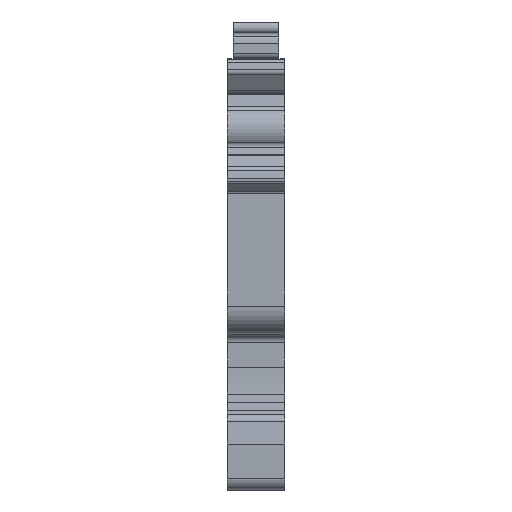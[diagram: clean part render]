
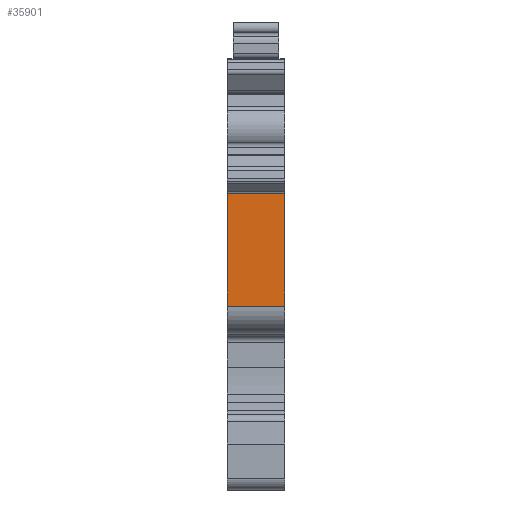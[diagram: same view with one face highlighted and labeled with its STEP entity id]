
A CAD part, left-side view. The second image highlights one B-rep face of the part: STEP entity #35901.
In plain terms, the highlighted planar face has unit normal (-1, 0, 0).
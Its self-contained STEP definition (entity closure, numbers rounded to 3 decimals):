
#140 = VECTOR ( 'NONE', #24166, 1000. ) ;
#3264 = EDGE_CURVE ( 'NONE', #17630, #5087, #21847, .T. ) ;
#3505 = CARTESIAN_POINT ( 'NONE',  ( -40.75, 0., 18.488 ) ) ;
#4049 = ORIENTED_EDGE ( 'NONE', *, *, #3264, .T. ) ;
#4155 = CARTESIAN_POINT ( 'NONE',  ( -40.75, 0., 8.734 ) ) ;
#5087 = VERTEX_POINT ( 'NONE', #3505 ) ;
#6850 = ORIENTED_EDGE ( 'NONE', *, *, #30596, .F. ) ;
#7533 = VECTOR ( 'NONE', #26191, 1000. ) ;
#7846 = CARTESIAN_POINT ( 'NONE',  ( -40.75, 5., 18.488 ) ) ;
#10410 = DIRECTION ( 'NONE',  ( 0., 0., 1. ) ) ;
#10602 = PLANE ( 'NONE',  #31478 ) ;
#10794 = DIRECTION ( 'NONE',  ( 1., 0., 0. ) ) ;
#11719 = LINE ( 'NONE', #35279, #7533 ) ;
#13365 = VECTOR ( 'NONE', #31978, 1000. ) ;
#14315 = LINE ( 'NONE', #29140, #13365 ) ;
#14599 = EDGE_CURVE ( 'NONE', #25974, #17630, #14315, .T. ) ;
#14645 = CARTESIAN_POINT ( 'NONE',  ( -40.75, 0., 8.734 ) ) ;
#17630 = VERTEX_POINT ( 'NONE', #14645 ) ;
#20755 = CARTESIAN_POINT ( 'NONE',  ( -40.75, 5., 18.488 ) ) ;
#21153 = VERTEX_POINT ( 'NONE', #7846 ) ;
#21662 = EDGE_LOOP ( 'NONE', ( #4049, #28524, #6850, #25614 ) ) ;
#21847 = LINE ( 'NONE', #4155, #34029 ) ;
#22421 = FACE_OUTER_BOUND ( 'NONE', #21662, .T. ) ;
#24166 = DIRECTION ( 'NONE',  ( 0., -1., 0. ) ) ;
#24401 = CARTESIAN_POINT ( 'NONE',  ( -40.75, 5., 8.734 ) ) ;
#25263 = CARTESIAN_POINT ( 'NONE',  ( -40.75, 5., 8.734 ) ) ;
#25614 = ORIENTED_EDGE ( 'NONE', *, *, #14599, .T. ) ;
#25974 = VERTEX_POINT ( 'NONE', #24401 ) ;
#26191 = DIRECTION ( 'NONE',  ( 0., 0., 1. ) ) ;
#28524 = ORIENTED_EDGE ( 'NONE', *, *, #28992, .F. ) ;
#28992 = EDGE_CURVE ( 'NONE', #21153, #5087, #29301, .T. ) ;
#29140 = CARTESIAN_POINT ( 'NONE',  ( -40.75, 5., 8.734 ) ) ;
#29301 = LINE ( 'NONE', #20755, #140 ) ;
#30596 = EDGE_CURVE ( 'NONE', #25974, #21153, #11719, .T. ) ;
#31478 = AXIS2_PLACEMENT_3D ( 'NONE', #25263, #10794, #37032 ) ;
#31978 = DIRECTION ( 'NONE',  ( 0., -1., 0. ) ) ;
#34029 = VECTOR ( 'NONE', #10410, 1000. ) ;
#35279 = CARTESIAN_POINT ( 'NONE',  ( -40.75, 5., 8.734 ) ) ;
#35901 = ADVANCED_FACE ( 'NONE', ( #22421 ), #10602, .F. ) ;
#37032 = DIRECTION ( 'NONE',  ( 0., -1., 0. ) ) ;
